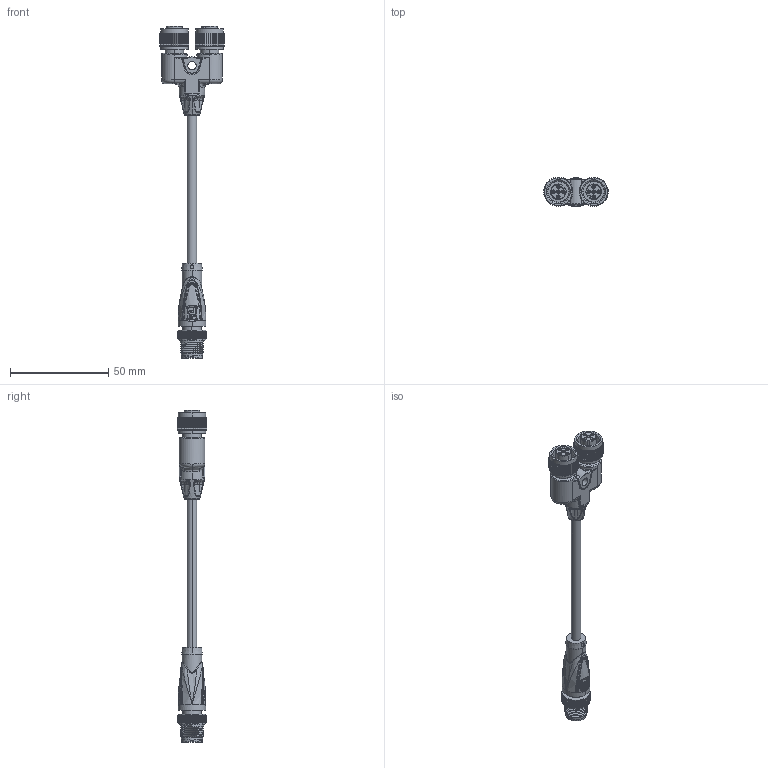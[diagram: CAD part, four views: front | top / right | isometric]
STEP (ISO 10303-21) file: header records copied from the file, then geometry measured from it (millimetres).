
FILE_DESCRIPTION((''),'2;1');
FILE_NAME('DM_CAD-6167_SW0001','2018-12-06T',('creinig-se'),(''),'PRO/ENGINEER BY PARAMETRIC TECHNOLOGY CORPORATION, 2015440','PRO/ENGINEER BY PARAMETRIC TECHNOLOGY CORPORATION, 2015440','');
FILE_SCHEMA(('CONFIG_CONTROL_DESIGN'));
Length unit declared in the file: millimetre
Products named in the file (1): DM_CAD-6167_SW0001
Bounding box: 32.8 x 14.8 x 168.9 mm (x, y, z)
Volume: 16123.9 mm3; surface area: 12322.2 mm2
Topology: 4 solids, 10 shells, 1626 faces, 4013 edges, 2428 vertices
Faces by surface type: plane 815, cylinder 418, bspline 201, cone 121, torus 57, sphere 14
Entity records: 77608 total; most frequent: CARTESIAN_POINT 27085, ORIENTED_EDGE 7942, DIRECTION 7653, EDGE_CURVE 3971, AXIS2_PLACEMENT_3D 2931, VERTEX_POINT 2422, FILL_AREA_STYLE_COLOUR 1988, FILL_AREA_STYLE 1988
